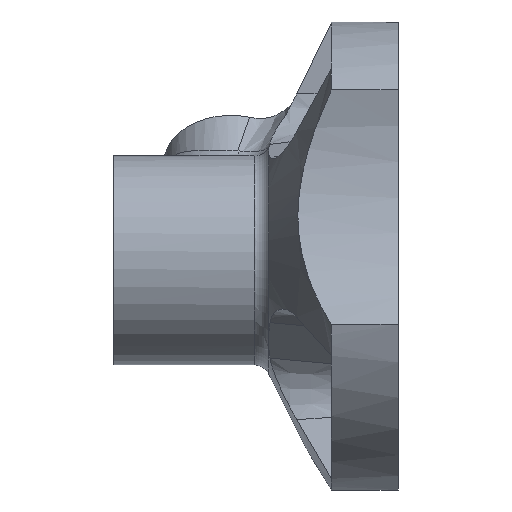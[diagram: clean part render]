
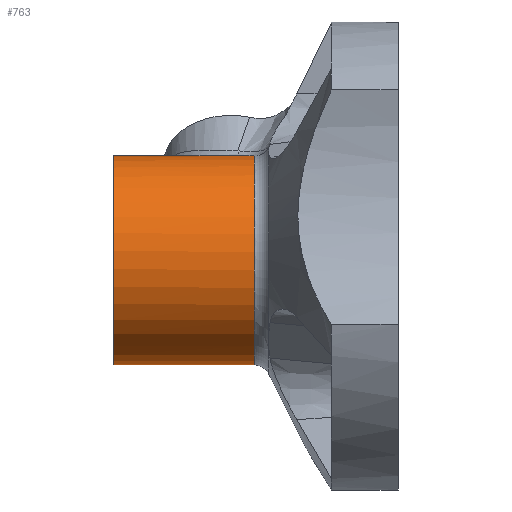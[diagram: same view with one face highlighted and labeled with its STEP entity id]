
A CAD part, front view. The second image highlights one B-rep face of the part: STEP entity #763.
In plain terms, the highlighted cylindrical face has radius 4.961 mm (diameter 9.922 mm), a full revolution.
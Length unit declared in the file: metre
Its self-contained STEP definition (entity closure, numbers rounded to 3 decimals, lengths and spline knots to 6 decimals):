
#96=CYLINDRICAL_SURFACE('',#825,0.004961);
#119=B_SPLINE_CURVE_WITH_KNOTS('',3,(#1158,#1159,#1160,#1161,#1162),
 .UNSPECIFIED.,.F.,.F.,(4,1,4),(0.,0.000552,0.001104),
 .UNSPECIFIED.);
#120=B_SPLINE_CURVE_WITH_KNOTS('',3,(#1167,#1168,#1169,#1170,#1171),
 .UNSPECIFIED.,.F.,.F.,(4,1,4),(0.,0.000555,0.001111),
 .UNSPECIFIED.);
#121=B_SPLINE_CURVE_WITH_KNOTS('',3,(#1173,#1174,#1175,#1176,#1177,#1178,
#1179,#1180,#1181,#1182,#1183),.UNSPECIFIED.,.F.,.F.,(4,1,1,1,1,1,1,1,4),
(0.,0.001618,0.003235,0.004853,0.00647,
0.008088,0.009706,0.011323,0.012941),
 .UNSPECIFIED.);
#171=ORIENTED_EDGE('',*,*,#405,.F.);
#172=ORIENTED_EDGE('',*,*,#406,.F.);
#173=ORIENTED_EDGE('',*,*,#407,.T.);
#174=ORIENTED_EDGE('',*,*,#408,.F.);
#175=ORIENTED_EDGE('',*,*,#409,.T.);
#405=EDGE_CURVE('',#522,#522,#590,.T.);
#406=EDGE_CURVE('',#523,#524,#119,.T.);
#407=EDGE_CURVE('',#523,#525,#591,.T.);
#408=EDGE_CURVE('',#526,#525,#120,.T.);
#409=EDGE_CURVE('',#526,#524,#121,.T.);
#522=VERTEX_POINT('',#1157);
#523=VERTEX_POINT('',#1163);
#524=VERTEX_POINT('',#1164);
#525=VERTEX_POINT('',#1166);
#526=VERTEX_POINT('',#1172);
#590=CIRCLE('',#826,0.004961);
#591=CIRCLE('',#827,0.004961);
#630=EDGE_LOOP('',(#171));
#631=EDGE_LOOP('',(#172,#173,#174,#175));
#691=FACE_BOUND('',#630,.T.);
#692=FACE_BOUND('',#631,.T.);
#763=ADVANCED_FACE('',(#691,#692),#96,.T.);
#825=AXIS2_PLACEMENT_3D('',#1155,#913,#914);
#826=AXIS2_PLACEMENT_3D('',#1156,#915,#916);
#827=AXIS2_PLACEMENT_3D('',#1165,#917,#918);
#913=DIRECTION('',(1.,0.,0.));
#914=DIRECTION('',(0.,0.966,-0.259));
#915=DIRECTION('',(-1.,0.,0.));
#916=DIRECTION('',(0.,-0.966,0.259));
#917=DIRECTION('',(-1.,0.,0.));
#918=DIRECTION('',(0.,-0.966,0.259));
#1155=CARTESIAN_POINT('',(0.002742,0.419794,0.021269));
#1156=CARTESIAN_POINT('',(0.005123,0.419794,0.021269));
#1157=CARTESIAN_POINT('',(0.005123,0.415002,0.022553));
#1158=CARTESIAN_POINT('',(0.011776,0.424728,0.020752));
#1159=CARTESIAN_POINT('',(0.011776,0.424747,0.020936));
#1160=CARTESIAN_POINT('',(0.011672,0.42476,0.021328));
#1161=CARTESIAN_POINT('',(0.011274,0.424752,0.021438));
#1162=CARTESIAN_POINT('',(0.011091,0.424753,0.021415));
#1163=CARTESIAN_POINT('',(0.011776,0.424728,0.020752));
#1164=CARTESIAN_POINT('',(0.011091,0.424753,0.021415));
#1165=CARTESIAN_POINT('',(0.011776,0.419794,0.021269));
#1166=CARTESIAN_POINT('',(0.011776,0.419277,0.026203));
#1167=CARTESIAN_POINT('',(0.011091,0.419941,0.026228));
#1168=CARTESIAN_POINT('',(0.011274,0.419963,0.026227));
#1169=CARTESIAN_POINT('',(0.011672,0.419853,0.026235));
#1170=CARTESIAN_POINT('',(0.011776,0.419461,0.026222));
#1171=CARTESIAN_POINT('',(0.011776,0.419277,0.026203));
#1172=CARTESIAN_POINT('',(0.011091,0.419941,0.026228));
#1173=CARTESIAN_POINT('',(0.011091,0.419941,0.026228));
#1174=CARTESIAN_POINT('',(0.010555,0.419875,0.02623));
#1175=CARTESIAN_POINT('',(0.00947,0.420016,0.026234));
#1176=CARTESIAN_POINT('',(0.008077,0.420859,0.026151));
#1177=CARTESIAN_POINT('',(0.007022,0.422041,0.025771));
#1178=CARTESIAN_POINT('',(0.006557,0.423367,0.024845));
#1179=CARTESIAN_POINT('',(0.007016,0.424291,0.023525));
#1180=CARTESIAN_POINT('',(0.008075,0.424677,0.022334));
#1181=CARTESIAN_POINT('',(0.009467,0.424759,0.021492));
#1182=CARTESIAN_POINT('',(0.010555,0.424755,0.021349));
#1183=CARTESIAN_POINT('',(0.011091,0.424753,0.021415));
